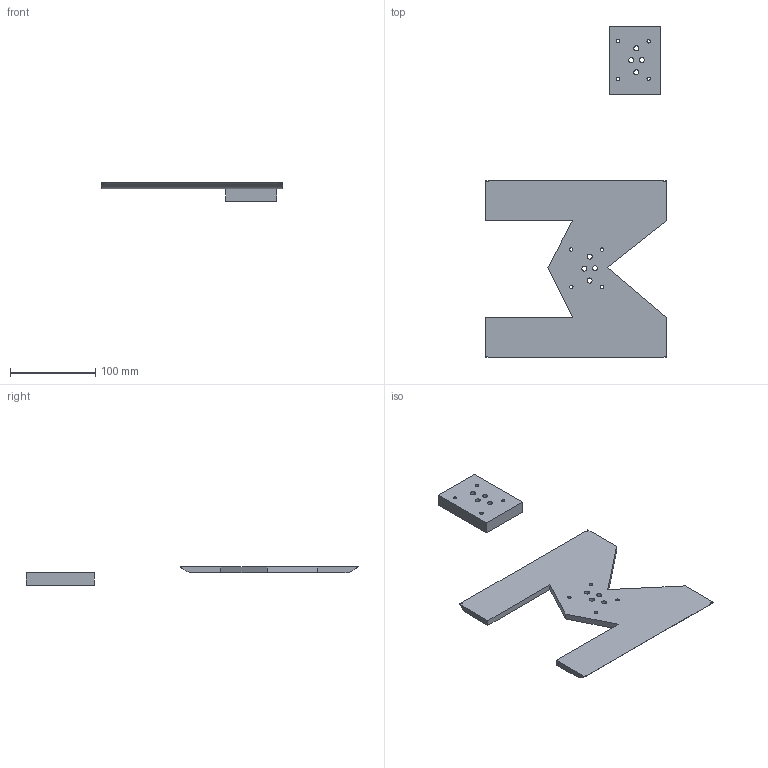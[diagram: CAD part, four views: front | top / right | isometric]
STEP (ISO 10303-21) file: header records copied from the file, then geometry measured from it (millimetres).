
FILE_DESCRIPTION(/* description */ (''),/* implementation_level */ '2;1');
FILE_NAME(/* name */ 'M BED HOLDER.step',/* time_stamp */ '2025-10-22T17:28:55+05:30',/* author */ (''),/* organization */ (''),/* preprocessor_version */ 'ST-DEVELOPER v20.1',/* originating_system */ 'Autodesk Translation Framework v14.17.0.0',/* authorisation */ '');
FILE_SCHEMA (('AUTOMOTIVE_DESIGN { 1 0 10303 214 3 1 1 }'));
Length unit declared in the file: millimetre
Products named in the file (1): 2025-10-22-17-26-34-147
Bounding box: 214 x 390.55 x 21.5 mm (x, y, z)
Volume: 264897.6 mm3; surface area: 82916.9 mm2
Topology: 2 solids, 2 shells, 48 faces, 120 edges, 80 vertices
Faces by surface type: cylinder 26, plane 22
Full cylindrical faces by diameter (mm): 4 x8, 6 x12
Entity records: 1635 total; most frequent: CARTESIAN_POINT 337, DIRECTION 262, ORIENTED_EDGE 240, EDGE_CURVE 120, AXIS2_PLACEMENT_3D 97, EDGE_LOOP 84, VERTEX_POINT 80, LINE 68
